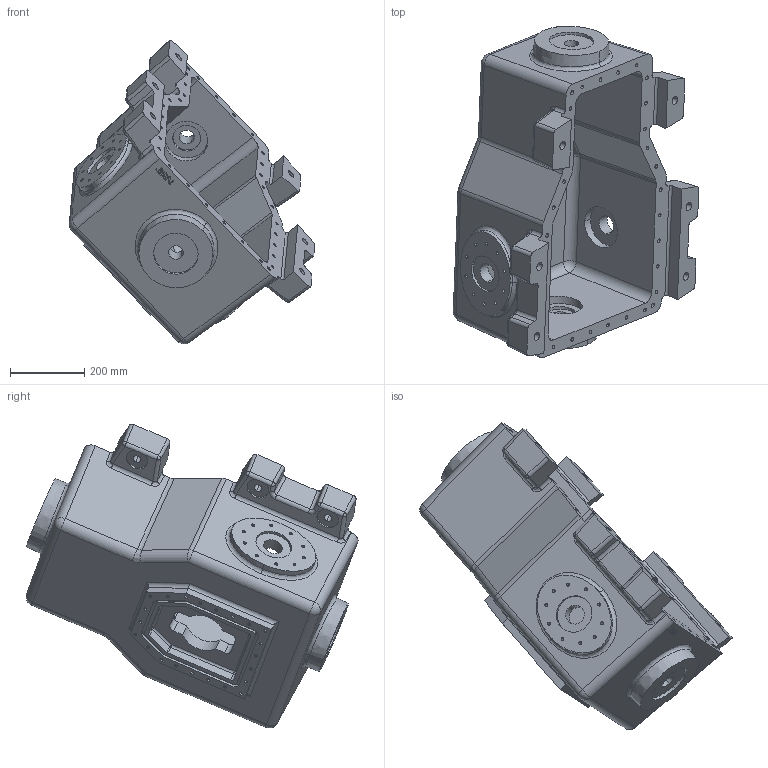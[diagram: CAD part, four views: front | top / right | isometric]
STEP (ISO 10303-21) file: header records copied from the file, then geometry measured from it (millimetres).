
FILE_DESCRIPTION(('Open CASCADE Model'),'2;1');
FILE_NAME('Open CASCADE Shape Model','2024-03-22T16:51:02',( 'Analysis Situs'),('Analysis Situs'), 'Open CASCADE STEP processor 7.6','Analysis Situs 2024.1dev','Unknown' );
FILE_SCHEMA(('AUTOMOTIVE_DESIGN { 1 0 10303 214 1 1 1 1 }'));
Products named in the file (1): Open CASCADE STEP translator 7.6 1
Bounding box: 662.62 x 895.79 x 820.08 mm (x, y, z)
Volume: 47100233.4 mm3; surface area: 2481839.7 mm2
Topology: 1 solids, 1 shells, 663 faces, 1642 edges, 928 vertices
Faces by surface type: cylinder 318, cone 158, plane 129, bspline 34, sphere 24
Entity records: 53422 total; most frequent: CARTESIAN_POINT 23412, DIRECTION 5532, ORIENTED_EDGE 2988, PCURVE 2988, DEFINITIONAL_REPRESENTATION 2988, LINE 2911, VECTOR 2911, EDGE_CURVE 1494
